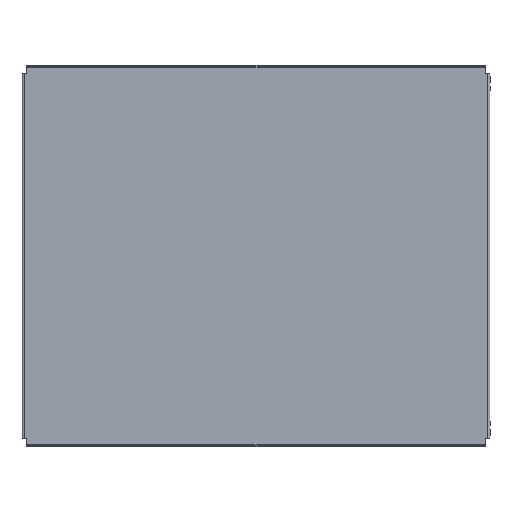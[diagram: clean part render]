
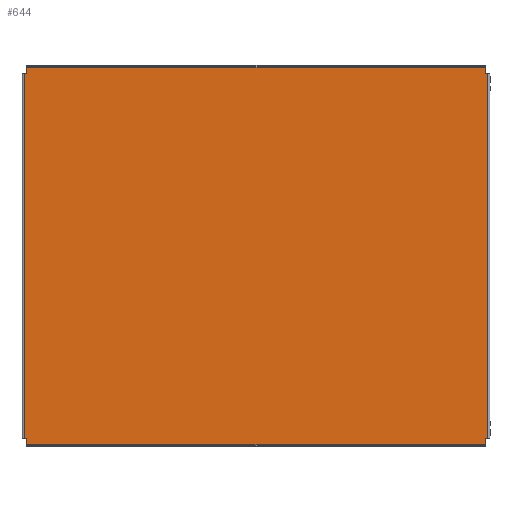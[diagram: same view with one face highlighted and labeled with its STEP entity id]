
A CAD part, top view. The second image highlights one B-rep face of the part: STEP entity #644.
In plain terms, the highlighted planar face has unit normal (0, 0, 1).
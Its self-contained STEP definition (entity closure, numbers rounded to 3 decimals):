
#496 = EDGE_CURVE ( 'NONE', #2927, #2926, #1375, .T. ) ;
#497 = EDGE_CURVE ( 'NONE', #2927, #2920, #1377, .T. ) ;
#498 = EDGE_CURVE ( 'NONE', #2920, #2919, #1371, .T. ) ;
#499 = EDGE_CURVE ( 'NONE', #2919, #2918, #1381, .T. ) ;
#500 = EDGE_CURVE ( 'NONE', #2923, #2918, #1383, .T. ) ;
#501 = EDGE_CURVE ( 'NONE', #2923, #2916, #1385, .T. ) ;
#502 = EDGE_CURVE ( 'NONE', #2922, #2916, #1387, .T. ) ;
#503 = EDGE_CURVE ( 'NONE', #2922, #2914, #1389, .T. ) ;
#504 = EDGE_CURVE ( 'NONE', #2914, #2913, #1393, .T. ) ;
#505 = EDGE_CURVE ( 'NONE', #2913, #2912, #1396, .T. ) ;
#506 = EDGE_CURVE ( 'NONE', #2915, #2912, #1399, .T. ) ;
#507 = EDGE_CURVE ( 'NONE', #2915, #2926, #1401, .T. ) ;
#644 = ADVANCED_FACE ( 'NONE', ( #1504 ), #2088, .T. ) ;
#763 = AXIS2_PLACEMENT_3D ( 'NONE', #2095, #2086, #2085 ) ;
#1371 = LINE ( 'NONE', #2372, #1382 ) ;
#1375 = LINE ( 'NONE', #2366, #1378 ) ;
#1377 = LINE ( 'NONE', #2357, #1380 ) ;
#1378 = VECTOR ( 'NONE', #2359, 1000. ) ;
#1380 = VECTOR ( 'NONE', #2480, 1000. ) ;
#1381 = LINE ( 'NONE', #2493, #1384 ) ;
#1382 = VECTOR ( 'NONE', #2494, 1000. ) ;
#1383 = LINE ( 'NONE', #2491, #1386 ) ;
#1384 = VECTOR ( 'NONE', #2492, 1000. ) ;
#1385 = LINE ( 'NONE', #2489, #1388 ) ;
#1386 = VECTOR ( 'NONE', #2490, 1000. ) ;
#1387 = LINE ( 'NONE', #2486, #1391 ) ;
#1388 = VECTOR ( 'NONE', #2487, 1000. ) ;
#1389 = LINE ( 'NONE', #2484, #1394 ) ;
#1391 = VECTOR ( 'NONE', #2485, 1000. ) ;
#1393 = LINE ( 'NONE', #2482, #1398 ) ;
#1394 = VECTOR ( 'NONE', #2483, 1000. ) ;
#1396 = LINE ( 'NONE', #2479, #1400 ) ;
#1398 = VECTOR ( 'NONE', #2481, 1000. ) ;
#1399 = LINE ( 'NONE', #2477, #1402 ) ;
#1400 = VECTOR ( 'NONE', #2478, 1000. ) ;
#1401 = LINE ( 'NONE', #2474, #1404 ) ;
#1402 = VECTOR ( 'NONE', #2476, 1000. ) ;
#1404 = VECTOR ( 'NONE', #2470, 1000. ) ;
#1504 = FACE_OUTER_BOUND ( 'NONE', #3032, .T. ) ;
#2085 = DIRECTION ( 'NONE',  ( 1., 0., 0. ) ) ;
#2086 = DIRECTION ( 'NONE',  ( 0., 0., 1. ) ) ;
#2088 = PLANE ( 'NONE',  #763 ) ;
#2095 = CARTESIAN_POINT ( 'NONE',  ( -342., -282.5, 2. ) ) ;
#2357 = CARTESIAN_POINT ( 'NONE',  ( -346., 272.5, 2. ) ) ;
#2359 = DIRECTION ( 'NONE',  ( 1., 0., 0. ) ) ;
#2366 = CARTESIAN_POINT ( 'NONE',  ( -347., 272.5, 2. ) ) ;
#2372 = CARTESIAN_POINT ( 'NONE',  ( -347., -272.5, 2. ) ) ;
#2470 = DIRECTION ( 'NONE',  ( 0., -1., 0. ) ) ;
#2474 = CARTESIAN_POINT ( 'NONE',  ( -342., 282.5, 2. ) ) ;
#2476 = DIRECTION ( 'NONE',  ( 1., 0., 0. ) ) ;
#2477 = CARTESIAN_POINT ( 'NONE',  ( -342., 281.5, 2. ) ) ;
#2478 = DIRECTION ( 'NONE',  ( 0., 1., 0. ) ) ;
#2479 = CARTESIAN_POINT ( 'NONE',  ( 342., 282.5, 2. ) ) ;
#2480 = DIRECTION ( 'NONE',  ( 0., -1., 0. ) ) ;
#2481 = DIRECTION ( 'NONE',  ( -1., 0., 0. ) ) ;
#2482 = CARTESIAN_POINT ( 'NONE',  ( 347., 272.5, 2. ) ) ;
#2483 = DIRECTION ( 'NONE',  ( 0., 1., 0. ) ) ;
#2484 = CARTESIAN_POINT ( 'NONE',  ( 346., -272.5, 2. ) ) ;
#2485 = DIRECTION ( 'NONE',  ( -1., 0., 0. ) ) ;
#2486 = CARTESIAN_POINT ( 'NONE',  ( 347., -272.5, 2. ) ) ;
#2487 = DIRECTION ( 'NONE',  ( 0., 1., 0. ) ) ;
#2489 = CARTESIAN_POINT ( 'NONE',  ( 342., 282.5, 2. ) ) ;
#2490 = DIRECTION ( 'NONE',  ( -1., 0., 0. ) ) ;
#2491 = CARTESIAN_POINT ( 'NONE',  ( 342., -281.5, 2. ) ) ;
#2492 = DIRECTION ( 'NONE',  ( 0., -1., 0. ) ) ;
#2493 = CARTESIAN_POINT ( 'NONE',  ( -342., 282.5, 2. ) ) ;
#2494 = DIRECTION ( 'NONE',  ( 1., 0., 0. ) ) ;
#2522 = ORIENTED_EDGE ( 'NONE', *, *, #499, .T. ) ;
#2523 = ORIENTED_EDGE ( 'NONE', *, *, #507, .T. ) ;
#2560 = ORIENTED_EDGE ( 'NONE', *, *, #500, .F. ) ;
#2598 = ORIENTED_EDGE ( 'NONE', *, *, #501, .T. ) ;
#2636 = ORIENTED_EDGE ( 'NONE', *, *, #502, .F. ) ;
#2673 = ORIENTED_EDGE ( 'NONE', *, *, #498, .T. ) ;
#2674 = ORIENTED_EDGE ( 'NONE', *, *, #506, .F. ) ;
#2764 = ORIENTED_EDGE ( 'NONE', *, *, #496, .F. ) ;
#2766 = ORIENTED_EDGE ( 'NONE', *, *, #503, .T. ) ;
#2767 = ORIENTED_EDGE ( 'NONE', *, *, #504, .T. ) ;
#2771 = ORIENTED_EDGE ( 'NONE', *, *, #497, .T. ) ;
#2774 = ORIENTED_EDGE ( 'NONE', *, *, #505, .T. ) ;
#2796 = CARTESIAN_POINT ( 'NONE',  ( 342., 281.5, 2. ) ) ;
#2797 = CARTESIAN_POINT ( 'NONE',  ( 346., 272.5, 2. ) ) ;
#2825 = CARTESIAN_POINT ( 'NONE',  ( -342., 281.5, 2. ) ) ;
#2845 = CARTESIAN_POINT ( 'NONE',  ( -346., 272.5, 2. ) ) ;
#2847 = CARTESIAN_POINT ( 'NONE',  ( -342., 272.5, 2. ) ) ;
#2852 = CARTESIAN_POINT ( 'NONE',  ( 346., -272.5, 2. ) ) ;
#2854 = CARTESIAN_POINT ( 'NONE',  ( 342., -281.5, 2. ) ) ;
#2856 = CARTESIAN_POINT ( 'NONE',  ( 342., 272.5, 2. ) ) ;
#2859 = CARTESIAN_POINT ( 'NONE',  ( -342., -272.5, 2. ) ) ;
#2860 = CARTESIAN_POINT ( 'NONE',  ( -346., -272.5, 2. ) ) ;
#2861 = CARTESIAN_POINT ( 'NONE',  ( 342., -272.5, 2. ) ) ;
#2862 = CARTESIAN_POINT ( 'NONE',  ( -342., -281.5, 2. ) ) ;
#2912 = VERTEX_POINT ( 'NONE', #2796 ) ;
#2913 = VERTEX_POINT ( 'NONE', #2856 ) ;
#2914 = VERTEX_POINT ( 'NONE', #2797 ) ;
#2915 = VERTEX_POINT ( 'NONE', #2825 ) ;
#2916 = VERTEX_POINT ( 'NONE', #2861 ) ;
#2918 = VERTEX_POINT ( 'NONE', #2862 ) ;
#2919 = VERTEX_POINT ( 'NONE', #2859 ) ;
#2920 = VERTEX_POINT ( 'NONE', #2860 ) ;
#2922 = VERTEX_POINT ( 'NONE', #2852 ) ;
#2923 = VERTEX_POINT ( 'NONE', #2854 ) ;
#2926 = VERTEX_POINT ( 'NONE', #2847 ) ;
#2927 = VERTEX_POINT ( 'NONE', #2845 ) ;
#3032 = EDGE_LOOP ( 'NONE', ( #2764, #2771, #2673, #2522, #2560, #2598, #2636, #2766, #2767, #2774, #2674, #2523 ) ) ;
